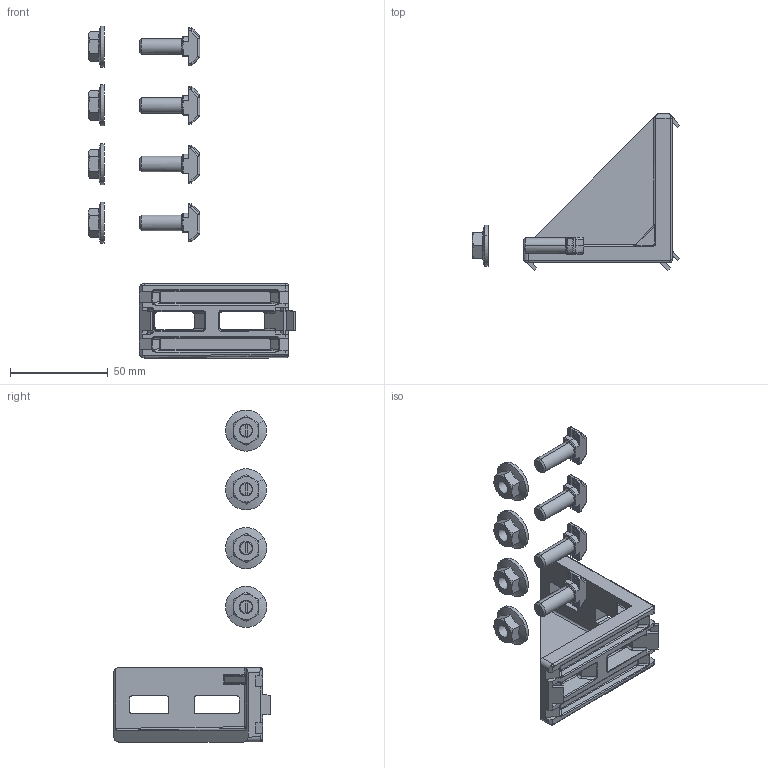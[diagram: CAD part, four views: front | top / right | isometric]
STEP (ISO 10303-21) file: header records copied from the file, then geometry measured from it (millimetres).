
FILE_DESCRIPTION (( 'STEP AP214' ), '1' );
FILE_NAME ('093w403n10s04.STEP', '2014-08-20T12:24:18', ( '' ), ( '' ), 'SwSTEP 2.0', 'SolidWorks 2014', '' );
FILE_SCHEMA (( 'AUTOMOTIVE_DESIGN' ));
Length unit declared in the file: millimetre
Products named in the file (4): 340me154_340me154; 096hk1030m0820_096 hk 10 30 m08 25; 093w403_093 w 403 n10 s03; 093w403n10s04
Assembly tree (9 placements, depth 2):
  093w403n10s04
    093w403_093 w 403 n10 s03
    096hk1030m0820_096 hk 10 30 m08 25  x4
    340me154_340me154  x4
Bounding box: 105.79 x 79.79 x 169.5 mm (x, y, z)
Volume: 58435.4 mm3; surface area: 29873.5 mm2
Topology: 9 solids, 9 shells, 923 faces, 2395 edges, 1451 vertices
Faces by surface type: plane 352, cylinder 301, bspline 180, torus 41, cone 40, sphere 9
Entity records: 16062 total; most frequent: CARTESIAN_POINT 5988, ORIENTED_EDGE 2354, DIRECTION 1775, EDGE_CURVE 1177, VERTEX_POINT 725, AXIS2_PLACEMENT_3D 605, VECTOR 565, LINE 565
